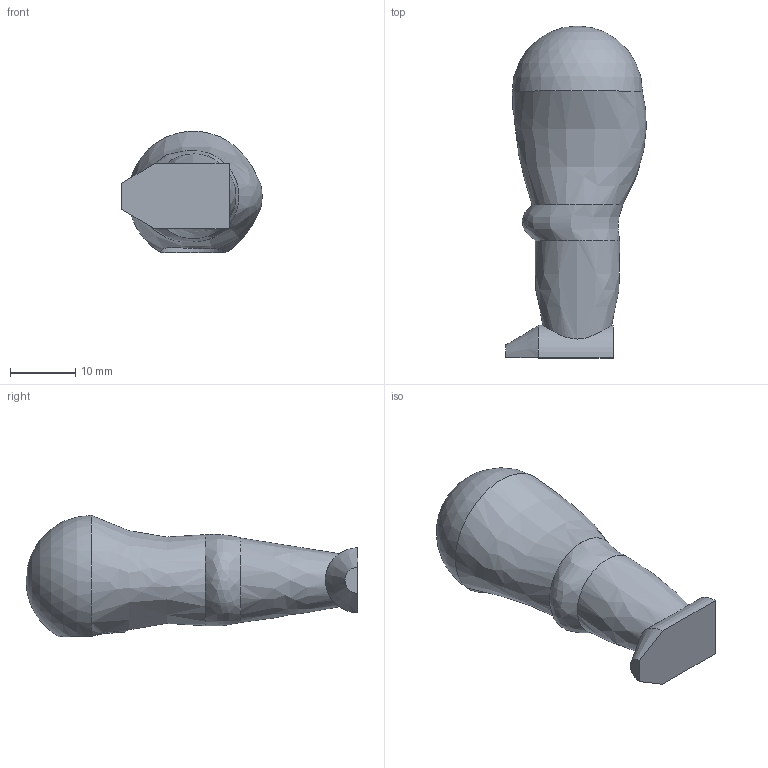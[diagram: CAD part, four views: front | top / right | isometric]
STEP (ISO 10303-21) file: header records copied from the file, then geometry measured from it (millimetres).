
FILE_DESCRIPTION(/* description */ (''),/* implementation_level */ '2;1');
FILE_NAME(/* name */ 'V-piernaIzq.stp',/* time_stamp */ '2025-02-01T23:07:09-05:00',/* author */ ('USUARIO'),/* organization */ (''),/* preprocessor_version */ 'ST-DEVELOPER v20',/* originating_system */ 'Autodesk Inventor 2024',/* authorisation */ '');
FILE_SCHEMA (('AUTOMOTIVE_DESIGN { 1 0 10303 214 3 1 1 }'));
Length unit declared in the file: millimetre
Products named in the file (1): V-piernaIzq
Bounding box: 21.58 x 51 x 18.63 mm (x, y, z)
Volume: 8201.8 mm3; surface area: 2985.1 mm2
Topology: 1 solids, 1 shells, 11 faces, 33 edges, 24 vertices
Faces by surface type: plane 4, bspline 3, cylinder 2, sphere 1, cone 1
Full cylindrical faces by diameter (mm): 10 x1
Entity records: 693 total; most frequent: CARTESIAN_POINT 347, DIRECTION 65, ORIENTED_EDGE 64, EDGE_CURVE 32, AXIS2_PLACEMENT_3D 29, VERTEX_POINT 24, CIRCLE 20, EDGE_LOOP 12
